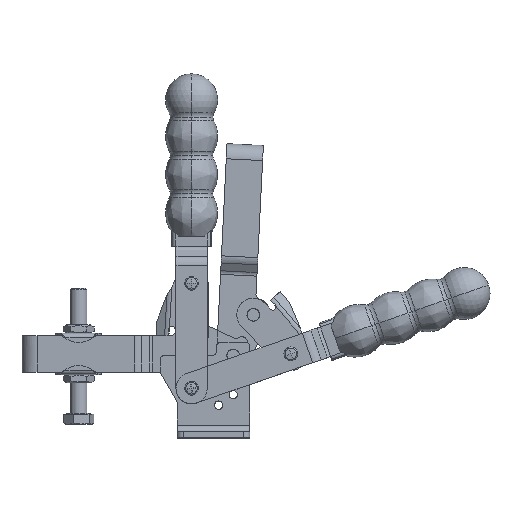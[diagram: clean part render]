
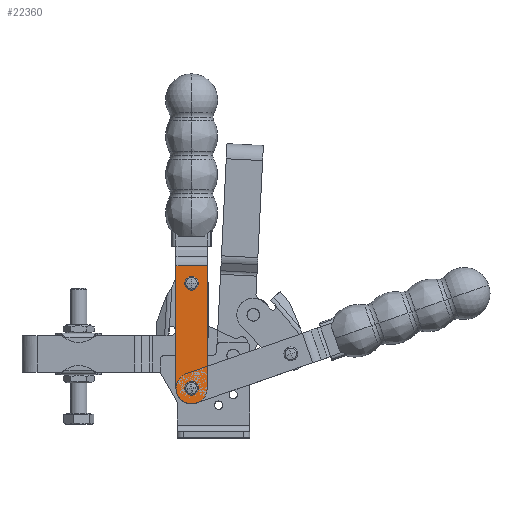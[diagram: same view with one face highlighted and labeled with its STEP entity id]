
A CAD part, top view. The second image highlights one B-rep face of the part: STEP entity #22360.
In plain terms, the highlighted planar face has unit normal (0, 0, 1).
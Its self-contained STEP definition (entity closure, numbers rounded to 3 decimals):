
#21601=AXIS2_PLACEMENT_3D('Circle Axis2P3D',#21599,#21600,$) ;
#22239=AXIS2_PLACEMENT_3D('Plane Axis2P3D',#22236,#22237,#22238) ;
#21536=CARTESIAN_POINT('Vertex',(-0.5,20.413,18.)) ;
#21539=CARTESIAN_POINT('Line Origine',(-0.5,49.909,18.)) ;
#21543=CARTESIAN_POINT('Vertex',(-0.5,79.405,18.)) ;
#21599=CARTESIAN_POINT('Axis2P3D Location',(7.,20.413,18.)) ;
#21603=CARTESIAN_POINT('Vertex',(14.5,20.413,18.)) ;
#21663=CARTESIAN_POINT('Vertex',(14.5,79.405,18.)) ;
#21666=CARTESIAN_POINT('Line Origine',(14.5,49.909,18.)) ;
#22236=CARTESIAN_POINT('Axis2P3D Location',(7.,92.813,18.)) ;
#22241=CARTESIAN_POINT('Line Origine',(7.,79.405,18.)) ;
#22253=CARTESIAN_POINT('Control Point',(10.,20.413,18.)) ;
#22254=CARTESIAN_POINT('Control Point',(10.,20.074,18.)) ;
#22255=CARTESIAN_POINT('Control Point',(9.952,19.735,18.)) ;
#22256=CARTESIAN_POINT('Control Point',(9.856,19.404,18.)) ;
#22257=CARTESIAN_POINT('Control Point',(9.573,18.78,18.)) ;
#22258=CARTESIAN_POINT('Control Point',(9.128,18.258,18.)) ;
#22259=CARTESIAN_POINT('Control Point',(8.87,18.031,18.)) ;
#22260=CARTESIAN_POINT('Control Point',(8.297,17.655,18.)) ;
#22261=CARTESIAN_POINT('Control Point',(7.642,17.453,18.)) ;
#22262=CARTESIAN_POINT('Control Point',(7.302,17.399,18.)) ;
#22263=CARTESIAN_POINT('Control Point',(6.616,17.39,18.)) ;
#22264=CARTESIAN_POINT('Control Point',(5.955,17.57,18.)) ;
#22265=CARTESIAN_POINT('Control Point',(5.639,17.707,18.)) ;
#22266=CARTESIAN_POINT('Control Point',(5.055,18.066,18.)) ;
#22267=CARTESIAN_POINT('Control Point',(4.594,18.573,18.)) ;
#22268=CARTESIAN_POINT('Control Point',(4.401,18.858,18.)) ;
#22269=CARTESIAN_POINT('Control Point',(4.167,19.337,18.)) ;
#22270=CARTESIAN_POINT('Control Point',(4.044,19.851,18.)) ;
#22271=CARTESIAN_POINT('Control Point',(4.015,20.038,18.)) ;
#22272=CARTESIAN_POINT('Control Point',(4.,20.226,18.)) ;
#22273=CARTESIAN_POINT('Control Point',(4.,20.413,18.)) ;
#22274=CARTESIAN_POINT('Vertex',(10.,20.413,18.)) ;
#22276=CARTESIAN_POINT('Vertex',(4.,20.413,18.)) ;
#22280=CARTESIAN_POINT('Control Point',(4.,20.413,18.)) ;
#22281=CARTESIAN_POINT('Control Point',(4.,20.753,18.)) ;
#22282=CARTESIAN_POINT('Control Point',(4.048,21.092,18.)) ;
#22283=CARTESIAN_POINT('Control Point',(4.144,21.423,18.)) ;
#22284=CARTESIAN_POINT('Control Point',(4.427,22.047,18.)) ;
#22285=CARTESIAN_POINT('Control Point',(4.872,22.569,18.)) ;
#22286=CARTESIAN_POINT('Control Point',(5.13,22.796,18.)) ;
#22287=CARTESIAN_POINT('Control Point',(5.703,23.172,18.)) ;
#22288=CARTESIAN_POINT('Control Point',(6.358,23.374,18.)) ;
#22289=CARTESIAN_POINT('Control Point',(6.698,23.427,18.)) ;
#22290=CARTESIAN_POINT('Control Point',(7.384,23.437,18.)) ;
#22291=CARTESIAN_POINT('Control Point',(8.045,23.256,18.)) ;
#22292=CARTESIAN_POINT('Control Point',(8.361,23.12,18.)) ;
#22293=CARTESIAN_POINT('Control Point',(8.945,22.76,18.)) ;
#22294=CARTESIAN_POINT('Control Point',(9.406,22.253,18.)) ;
#22295=CARTESIAN_POINT('Control Point',(9.599,21.969,18.)) ;
#22296=CARTESIAN_POINT('Control Point',(9.833,21.49,18.)) ;
#22297=CARTESIAN_POINT('Control Point',(9.956,20.976,18.)) ;
#22298=CARTESIAN_POINT('Control Point',(9.985,20.789,18.)) ;
#22299=CARTESIAN_POINT('Control Point',(10.,20.601,18.)) ;
#22300=CARTESIAN_POINT('Control Point',(10.,20.413,18.)) ;
#22307=CARTESIAN_POINT('Control Point',(10.,70.913,18.)) ;
#22308=CARTESIAN_POINT('Control Point',(10.,70.574,18.)) ;
#22309=CARTESIAN_POINT('Control Point',(9.952,70.235,18.)) ;
#22310=CARTESIAN_POINT('Control Point',(9.856,69.904,18.)) ;
#22311=CARTESIAN_POINT('Control Point',(9.573,69.28,18.)) ;
#22312=CARTESIAN_POINT('Control Point',(9.128,68.758,18.)) ;
#22313=CARTESIAN_POINT('Control Point',(8.87,68.531,18.)) ;
#22314=CARTESIAN_POINT('Control Point',(8.297,68.155,18.)) ;
#22315=CARTESIAN_POINT('Control Point',(7.642,67.953,18.)) ;
#22316=CARTESIAN_POINT('Control Point',(7.302,67.899,18.)) ;
#22317=CARTESIAN_POINT('Control Point',(6.616,67.89,18.)) ;
#22318=CARTESIAN_POINT('Control Point',(5.955,68.07,18.)) ;
#22319=CARTESIAN_POINT('Control Point',(5.639,68.207,18.)) ;
#22320=CARTESIAN_POINT('Control Point',(5.055,68.566,18.)) ;
#22321=CARTESIAN_POINT('Control Point',(4.594,69.073,18.)) ;
#22322=CARTESIAN_POINT('Control Point',(4.401,69.358,18.)) ;
#22323=CARTESIAN_POINT('Control Point',(4.167,69.837,18.)) ;
#22324=CARTESIAN_POINT('Control Point',(4.044,70.351,18.)) ;
#22325=CARTESIAN_POINT('Control Point',(4.015,70.538,18.)) ;
#22326=CARTESIAN_POINT('Control Point',(4.,70.726,18.)) ;
#22327=CARTESIAN_POINT('Control Point',(4.,70.913,18.)) ;
#22328=CARTESIAN_POINT('Vertex',(10.,70.913,18.)) ;
#22330=CARTESIAN_POINT('Vertex',(4.,70.913,18.)) ;
#22334=CARTESIAN_POINT('Control Point',(4.,70.913,18.)) ;
#22335=CARTESIAN_POINT('Control Point',(4.,71.253,18.)) ;
#22336=CARTESIAN_POINT('Control Point',(4.048,71.592,18.)) ;
#22337=CARTESIAN_POINT('Control Point',(4.144,71.923,18.)) ;
#22338=CARTESIAN_POINT('Control Point',(4.427,72.547,18.)) ;
#22339=CARTESIAN_POINT('Control Point',(4.872,73.069,18.)) ;
#22340=CARTESIAN_POINT('Control Point',(5.13,73.296,18.)) ;
#22341=CARTESIAN_POINT('Control Point',(5.703,73.672,18.)) ;
#22342=CARTESIAN_POINT('Control Point',(6.358,73.874,18.)) ;
#22343=CARTESIAN_POINT('Control Point',(6.698,73.927,18.)) ;
#22344=CARTESIAN_POINT('Control Point',(7.384,73.937,18.)) ;
#22345=CARTESIAN_POINT('Control Point',(8.045,73.756,18.)) ;
#22346=CARTESIAN_POINT('Control Point',(8.361,73.62,18.)) ;
#22347=CARTESIAN_POINT('Control Point',(8.945,73.26,18.)) ;
#22348=CARTESIAN_POINT('Control Point',(9.406,72.753,18.)) ;
#22349=CARTESIAN_POINT('Control Point',(9.599,72.469,18.)) ;
#22350=CARTESIAN_POINT('Control Point',(9.833,71.99,18.)) ;
#22351=CARTESIAN_POINT('Control Point',(9.956,71.476,18.)) ;
#22352=CARTESIAN_POINT('Control Point',(9.985,71.289,18.)) ;
#22353=CARTESIAN_POINT('Control Point',(10.,71.101,18.)) ;
#22354=CARTESIAN_POINT('Control Point',(10.,70.913,18.)) ;
#21540=DIRECTION('Vector Direction',(0.,1.,0.)) ;
#21600=DIRECTION('Axis2P3D Direction',(0.,0.,1.)) ;
#21667=DIRECTION('Vector Direction',(0.,-1.,0.)) ;
#22237=DIRECTION('Axis2P3D Direction',(0.,0.,1.)) ;
#22238=DIRECTION('Axis2P3D XDirection',(1.,0.,0.)) ;
#22242=DIRECTION('Vector Direction',(-1.,0.,0.)) ;
#21541=VECTOR('Line Direction',#21540,1.) ;
#21668=VECTOR('Line Direction',#21667,1.) ;
#22243=VECTOR('Line Direction',#22242,1.) ;
#22247=ORIENTED_EDGE('',*,*,#22245,.T.) ;
#22248=ORIENTED_EDGE('',*,*,#21545,.F.) ;
#22249=ORIENTED_EDGE('',*,*,#21605,.F.) ;
#22250=ORIENTED_EDGE('',*,*,#21670,.F.) ;
#22303=ORIENTED_EDGE('',*,*,#22278,.T.) ;
#22304=ORIENTED_EDGE('',*,*,#22301,.T.) ;
#22357=ORIENTED_EDGE('',*,*,#22332,.T.) ;
#22358=ORIENTED_EDGE('',*,*,#22355,.T.) ;
#22305=FACE_BOUND('',#22302,.T.) ;
#22359=FACE_BOUND('',#22356,.T.) ;
#22360=ADVANCED_FACE('VERTIKALSPANNER_TS_V_245_UB_SS_1330135_TUENKERS',(#22251,#22305,#22359),#22240,.T.) ;
#22252=B_SPLINE_CURVE_WITH_KNOTS('',5,(#22253,#22254,#22255,#22256,#22257,#22258,#22259,#22260,#22261,#22262,#22263,#22264,#22265,#22266,#22267,#22268,#22269,#22270,#22271,#22272,#22273),.UNSPECIFIED.,.F.,.U.,(6,3,3,3,3,3,6),(0.,2.4,4.8,7.2,9.6,12.,13.328),.UNSPECIFIED.) ;
#22279=B_SPLINE_CURVE_WITH_KNOTS('',5,(#22280,#22281,#22282,#22283,#22284,#22285,#22286,#22287,#22288,#22289,#22290,#22291,#22292,#22293,#22294,#22295,#22296,#22297,#22298,#22299,#22300),.UNSPECIFIED.,.F.,.U.,(6,3,3,3,3,3,6),(0.,2.4,4.8,7.2,9.6,12.,13.328),.UNSPECIFIED.) ;
#22306=B_SPLINE_CURVE_WITH_KNOTS('',5,(#22307,#22308,#22309,#22310,#22311,#22312,#22313,#22314,#22315,#22316,#22317,#22318,#22319,#22320,#22321,#22322,#22323,#22324,#22325,#22326,#22327),.UNSPECIFIED.,.F.,.U.,(6,3,3,3,3,3,6),(0.,2.4,4.8,7.2,9.6,12.,13.328),.UNSPECIFIED.) ;
#22333=B_SPLINE_CURVE_WITH_KNOTS('',5,(#22334,#22335,#22336,#22337,#22338,#22339,#22340,#22341,#22342,#22343,#22344,#22345,#22346,#22347,#22348,#22349,#22350,#22351,#22352,#22353,#22354),.UNSPECIFIED.,.F.,.U.,(6,3,3,3,3,3,6),(0.,2.4,4.8,7.2,9.6,12.,13.328),.UNSPECIFIED.) ;
#21602=CIRCLE('generated circle',#21601,7.5) ;
#21545=EDGE_CURVE('',#21537,#21544,#21542,.T.) ;
#21605=EDGE_CURVE('',#21604,#21537,#21602,.F.) ;
#21670=EDGE_CURVE('',#21664,#21604,#21669,.T.) ;
#22245=EDGE_CURVE('',#21664,#21544,#22244,.T.) ;
#22278=EDGE_CURVE('',#22275,#22277,#22252,.T.) ;
#22301=EDGE_CURVE('',#22277,#22275,#22279,.T.) ;
#22332=EDGE_CURVE('',#22329,#22331,#22306,.T.) ;
#22355=EDGE_CURVE('',#22331,#22329,#22333,.T.) ;
#22246=EDGE_LOOP('',(#22247,#22248,#22249,#22250)) ;
#22302=EDGE_LOOP('',(#22303,#22304)) ;
#22356=EDGE_LOOP('',(#22357,#22358)) ;
#22251=FACE_OUTER_BOUND('',#22246,.T.) ;
#21542=LINE('Line',#21539,#21541) ;
#21669=LINE('Line',#21666,#21668) ;
#22244=LINE('Line',#22241,#22243) ;
#22240=PLANE('Plane',#22239) ;
#21537=VERTEX_POINT('',#21536) ;
#21544=VERTEX_POINT('',#21543) ;
#21604=VERTEX_POINT('',#21603) ;
#21664=VERTEX_POINT('',#21663) ;
#22275=VERTEX_POINT('',#22274) ;
#22277=VERTEX_POINT('',#22276) ;
#22329=VERTEX_POINT('',#22328) ;
#22331=VERTEX_POINT('',#22330) ;
